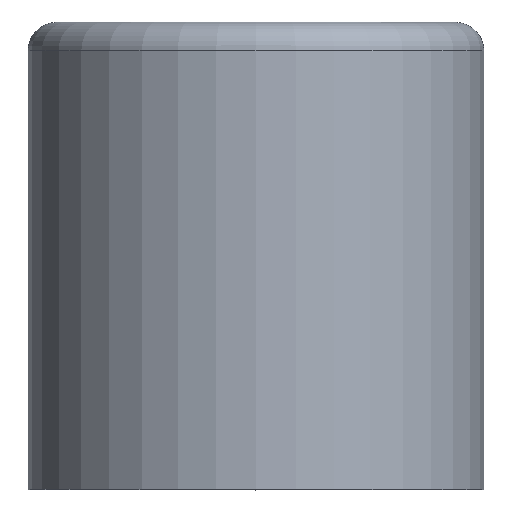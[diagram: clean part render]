
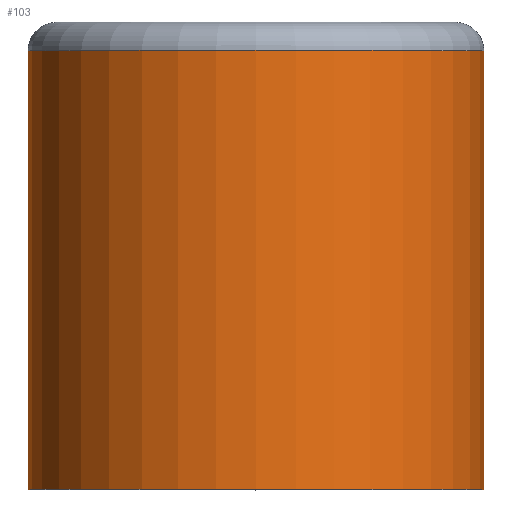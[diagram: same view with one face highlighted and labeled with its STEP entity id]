
A CAD part, top view. The second image highlights one B-rep face of the part: STEP entity #103.
In plain terms, the highlighted cylindrical face has radius 4.064 mm (diameter 8.128 mm), a full revolution.
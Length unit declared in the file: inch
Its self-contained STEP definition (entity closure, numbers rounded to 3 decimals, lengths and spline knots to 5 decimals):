
#19=FACE_OUTER_BOUND('',#24,.T.);
#24=EDGE_LOOP('',(#69,#70,#71,#72,#73,#74));
#31=LINE('',#187,#33);
#33=VECTOR('',#152,0.16);
#35=CIRCLE('',#129,0.16);
#36=CIRCLE('',#130,0.16);
#37=CIRCLE('',#131,0.16);
#38=CIRCLE('',#132,0.16);
#46=VERTEX_POINT('',#182);
#47=VERTEX_POINT('',#183);
#48=VERTEX_POINT('',#186);
#49=VERTEX_POINT('',#188);
#56=EDGE_CURVE('',#46,#47,#35,.T.);
#57=EDGE_CURVE('',#47,#46,#36,.T.);
#58=EDGE_CURVE('',#47,#48,#31,.T.);
#59=EDGE_CURVE('',#49,#48,#37,.T.);
#60=EDGE_CURVE('',#48,#49,#38,.T.);
#69=ORIENTED_EDGE('',*,*,#56,.F.);
#70=ORIENTED_EDGE('',*,*,#57,.F.);
#71=ORIENTED_EDGE('',*,*,#58,.T.);
#72=ORIENTED_EDGE('',*,*,#59,.F.);
#73=ORIENTED_EDGE('',*,*,#60,.F.);
#74=ORIENTED_EDGE('',*,*,#58,.F.);
#95=CYLINDRICAL_SURFACE('',#128,0.16);
#103=ADVANCED_FACE('',(#19),#95,.T.);
#128=AXIS2_PLACEMENT_3D('',#181,#146,#147);
#129=AXIS2_PLACEMENT_3D('',#184,#148,#149);
#130=AXIS2_PLACEMENT_3D('',#185,#150,#151);
#131=AXIS2_PLACEMENT_3D('',#189,#153,#154);
#132=AXIS2_PLACEMENT_3D('',#190,#155,#156);
#146=DIRECTION('center_axis',(0.,1.,0.));
#147=DIRECTION('ref_axis',(0.,0.,1.));
#148=DIRECTION('center_axis',(0.,-1.,0.));
#149=DIRECTION('ref_axis',(0.,0.,-1.));
#150=DIRECTION('center_axis',(0.,-1.,0.));
#151=DIRECTION('ref_axis',(0.,0.,-1.));
#152=DIRECTION('',(0.,1.,0.));
#153=DIRECTION('center_axis',(0.,1.,0.));
#154=DIRECTION('ref_axis',(0.,0.,-1.));
#155=DIRECTION('center_axis',(0.,1.,0.));
#156=DIRECTION('ref_axis',(0.,0.,-1.));
#181=CARTESIAN_POINT('Origin',(0.,0.164,0.));
#182=CARTESIAN_POINT('',(0.,-0.164,0.16));
#183=CARTESIAN_POINT('',(0.,-0.164,-0.16));
#184=CARTESIAN_POINT('Origin',(0.,-0.164,0.));
#185=CARTESIAN_POINT('Origin',(0.,-0.164,0.));
#186=CARTESIAN_POINT('',(0.,0.144,-0.16));
#187=CARTESIAN_POINT('',(0.,0.164,-0.16));
#188=CARTESIAN_POINT('',(0.,0.144,0.16));
#189=CARTESIAN_POINT('Origin',(0.,0.144,0.));
#190=CARTESIAN_POINT('Origin',(0.,0.144,0.));
